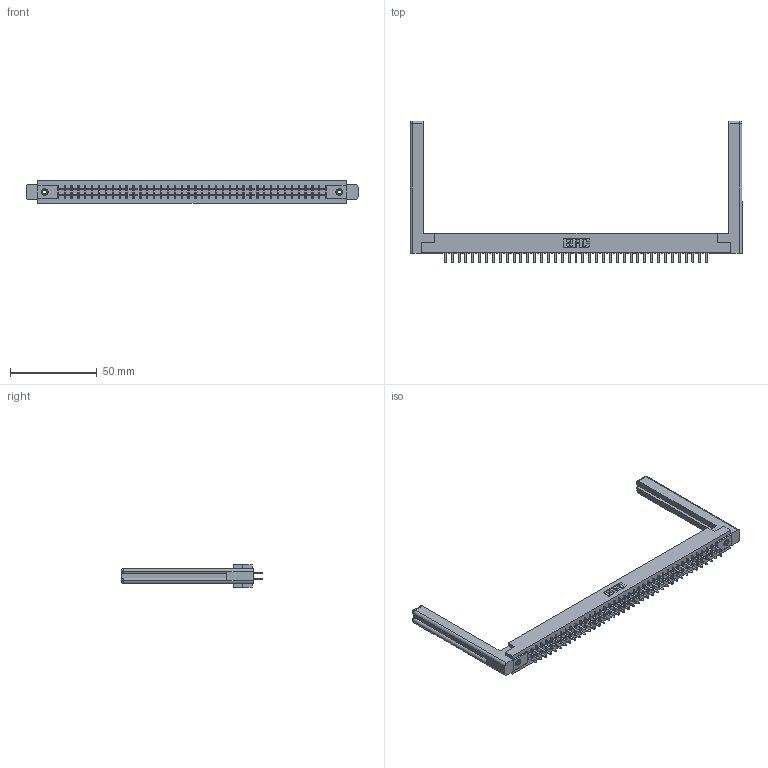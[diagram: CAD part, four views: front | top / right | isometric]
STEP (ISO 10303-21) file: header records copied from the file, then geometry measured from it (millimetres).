
FILE_DESCRIPTION (( 'STEP AP203' ), '1' );
FILE_NAME ('315-078-520-258.STEP', '2019-09-10T22:47:09', ( '' ), ( '' ), 'SwSTEP 2.0', 'SolidWorks 2016', '' );
FILE_SCHEMA (( 'CONFIG_CONTROL_DESIGN' ));
Length unit declared in the file: inch
Products named in the file (5): 345-250-001_345-250-001-102; 305-290-001_520; 315-078-520-258; 305 Part_.156 Dia; 307-220-058
Assembly tree (83 placements, depth 2):
  315-078-520-258
    305 Part_.156 Dia
    305-290-001_520  x78
    345-250-001_345-250-001-102  x2
    307-220-058  x2
Bounding box: 191.16 x 81.74 x 12.7 mm (x, y, z)
Volume: 27076.7 mm3; surface area: 30187.1 mm2
Topology: 83 solids, 83 shells, 3846 faces, 10927 edges, 7062 vertices
Faces by surface type: plane 2258, cylinder 1408, sphere 156, cone 12, torus 12
Entity records: 45105 total; most frequent: CARTESIAN_POINT 7478, ORIENTED_EDGE 7364, DIRECTION 7198, EDGE_CURVE 3682, LINE 2966, VECTOR 2966, VERTEX_POINT 2342, AXIS2_PLACEMENT_3D 2116
